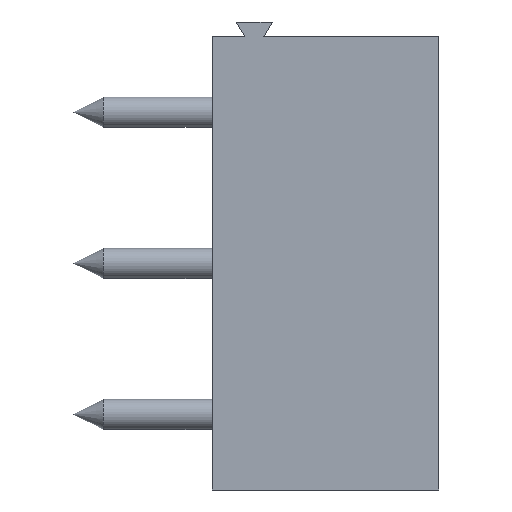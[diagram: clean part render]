
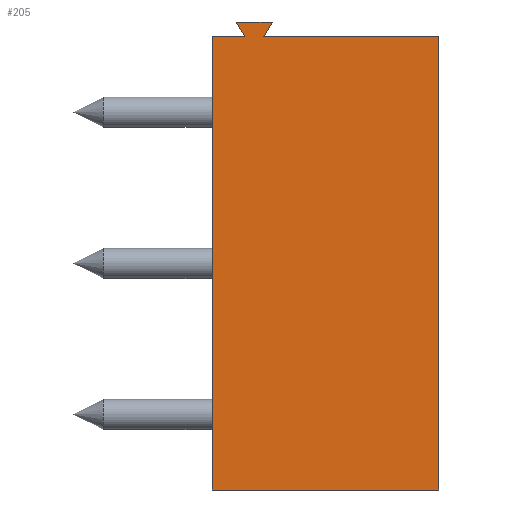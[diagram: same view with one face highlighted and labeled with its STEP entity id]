
A CAD part, front view. The second image highlights one B-rep face of the part: STEP entity #205.
In plain terms, the highlighted planar face has unit normal (0, -1, 0).
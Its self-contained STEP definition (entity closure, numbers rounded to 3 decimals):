
#205 = ADVANCED_FACE( '', ( #439 ), #440, .F. );
#439 = FACE_OUTER_BOUND( '', #692, .T. );
#440 = PLANE( '', #693 );
#692 = EDGE_LOOP( '', ( #1206, #1207, #1208, #1209, #1210, #1211, #1212, #1213 ) );
#693 = AXIS2_PLACEMENT_3D( '', #1214, #1215, #1216 );
#1206 = ORIENTED_EDGE( '', *, *, #1570, .F. );
#1207 = ORIENTED_EDGE( '', *, *, #1425, .F. );
#1208 = ORIENTED_EDGE( '', *, *, #1537, .T. );
#1209 = ORIENTED_EDGE( '', *, *, #1551, .T. );
#1210 = ORIENTED_EDGE( '', *, *, #1372, .T. );
#1211 = ORIENTED_EDGE( '', *, *, #1531, .F. );
#1212 = ORIENTED_EDGE( '', *, *, #1388, .T. );
#1213 = ORIENTED_EDGE( '', *, *, #1550, .T. );
#1214 = CARTESIAN_POINT( '', ( -67.255, -33.686, -124.271 ) );
#1215 = DIRECTION( '', ( 0., 1., 0. ) );
#1216 = DIRECTION( '', ( 0., 0., 1. ) );
#1372 = EDGE_CURVE( '', #1609, #1607, #1610, .F. );
#1388 = EDGE_CURVE( '', #1636, #1637, #1638, .F. );
#1425 = EDGE_CURVE( '', #1699, #1701, #1702, .T. );
#1531 = EDGE_CURVE( '', #1636, #1607, #1859, .T. );
#1537 = EDGE_CURVE( '', #1699, #1864, #1866, .T. );
#1550 = EDGE_CURVE( '', #1637, #1881, #1882, .T. );
#1551 = EDGE_CURVE( '', #1864, #1609, #1883, .T. );
#1570 = EDGE_CURVE( '', #1701, #1881, #1908, .T. );
#1607 = VERTEX_POINT( '', #1946 );
#1609 = VERTEX_POINT( '', #1949 );
#1610 = LINE( '', #1950, #1951 );
#1636 = VERTEX_POINT( '', #1986 );
#1637 = VERTEX_POINT( '', #1987 );
#1638 = LINE( '', #1988, #1989 );
#1699 = VERTEX_POINT( '', #2073 );
#1701 = VERTEX_POINT( '', #2076 );
#1702 = LINE( '', #2077, #2078 );
#1859 = LINE( '', #2292, #2293 );
#1864 = VERTEX_POINT( '', #2300 );
#1866 = LINE( '', #2303, #2304 );
#1881 = VERTEX_POINT( '', #2326 );
#1882 = LINE( '', #2327, #2328 );
#1883 = LINE( '', #2329, #2330 );
#1908 = LINE( '', #2361, #2362 );
#1946 = CARTESIAN_POINT( '', ( -65.265, -33.686, -108.781 ) );
#1949 = CARTESIAN_POINT( '', ( -65.545, -33.686, -109.271 ) );
#1950 = CARTESIAN_POINT( '', ( -65.618, -33.686, -109.399 ) );
#1951 = VECTOR( '', #2405, 1000. );
#1986 = CARTESIAN_POINT( '', ( -66.455, -33.686, -108.781 ) );
#1987 = CARTESIAN_POINT( '', ( -66.175, -33.686, -109.271 ) );
#1988 = CARTESIAN_POINT( '', ( -66.394, -33.686, -108.887 ) );
#1989 = VECTOR( '', #2421, 1000. );
#2073 = CARTESIAN_POINT( '', ( -59.755, -33.686, -124.271 ) );
#2076 = CARTESIAN_POINT( '', ( -67.255, -33.686, -124.271 ) );
#2077 = CARTESIAN_POINT( '', ( -67.255, -33.686, -124.271 ) );
#2078 = VECTOR( '', #2458, 1000. );
#2292 = CARTESIAN_POINT( '', ( -66.455, -33.686, -108.781 ) );
#2293 = VECTOR( '', #2573, 1000. );
#2300 = CARTESIAN_POINT( '', ( -59.755, -33.686, -109.271 ) );
#2303 = CARTESIAN_POINT( '', ( -59.755, -33.686, -124.271 ) );
#2304 = VECTOR( '', #2577, 1000. );
#2326 = CARTESIAN_POINT( '', ( -67.255, -33.686, -109.271 ) );
#2327 = CARTESIAN_POINT( '', ( -67.255, -33.686, -109.271 ) );
#2328 = VECTOR( '', #2588, 1000. );
#2329 = CARTESIAN_POINT( '', ( -67.255, -33.686, -109.271 ) );
#2330 = VECTOR( '', #2589, 1000. );
#2361 = CARTESIAN_POINT( '', ( -67.255, -33.686, -124.271 ) );
#2362 = VECTOR( '', #2608, 1000. );
#2405 = DIRECTION( '', ( -0.496, 0., -0.868 ) );
#2421 = DIRECTION( '', ( -0.496, 0., 0.868 ) );
#2458 = DIRECTION( '', ( -1., 0., 0. ) );
#2573 = DIRECTION( '', ( 1., 0., 0. ) );
#2577 = DIRECTION( '', ( 0., 0., 1. ) );
#2588 = DIRECTION( '', ( -1., 0., 0. ) );
#2589 = DIRECTION( '', ( -1., 0., 0. ) );
#2608 = DIRECTION( '', ( 0., 0., 1. ) );
